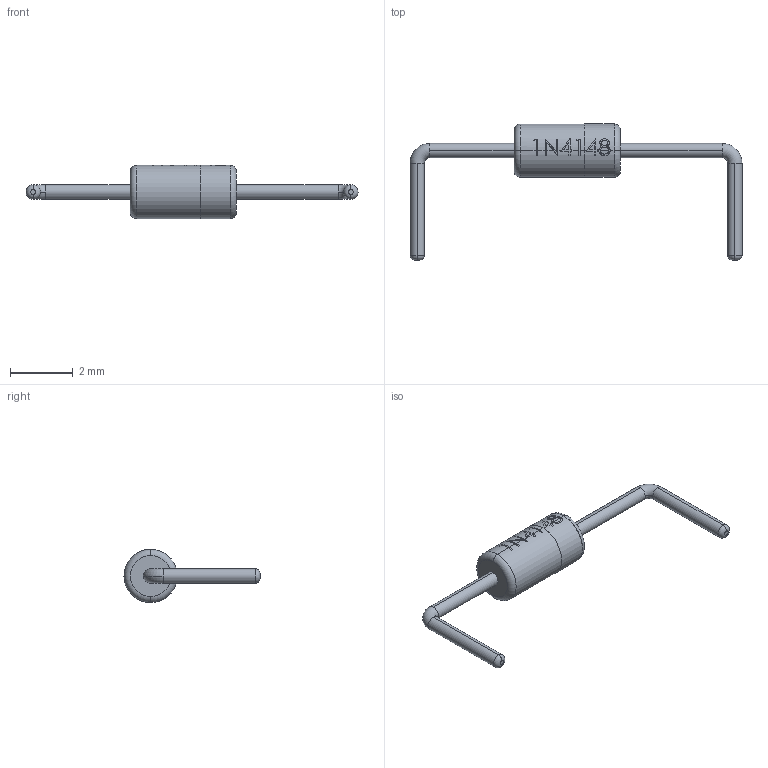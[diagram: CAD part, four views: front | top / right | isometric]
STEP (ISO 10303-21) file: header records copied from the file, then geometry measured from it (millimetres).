
FILE_DESCRIPTION (( 'STEP AP214' ), '1' );
FILE_NAME ('DIODE-1N4148.STEP', '2018-09-30T01:40:08', ( '' ), ( '' ), 'SwSTEP 2.0', 'SolidWorks 2016', '' );
FILE_SCHEMA (( 'AUTOMOTIVE_DESIGN' ));
Length unit declared in the file: millimetre
Products named in the file (1): DIODE-1N4148
Bounding box: 10.62 x 4.35 x 1.71 mm (x, y, z)
Volume: 8.4 mm3; surface area: 82.3 mm2
Topology: 3 solids, 5 shells, 150 faces, 373 edges, 243 vertices
Faces by surface type: plane 57, cylinder 53, torus 30, bspline 6, cone 4
Entity records: 5565 total; most frequent: CARTESIAN_POINT 1124, DIRECTION 804, ORIENTED_EDGE 746, EDGE_CURVE 373, AXIS2_PLACEMENT_3D 337, VERTEX_POINT 243, CIRCLE 192, EDGE_LOOP 166
